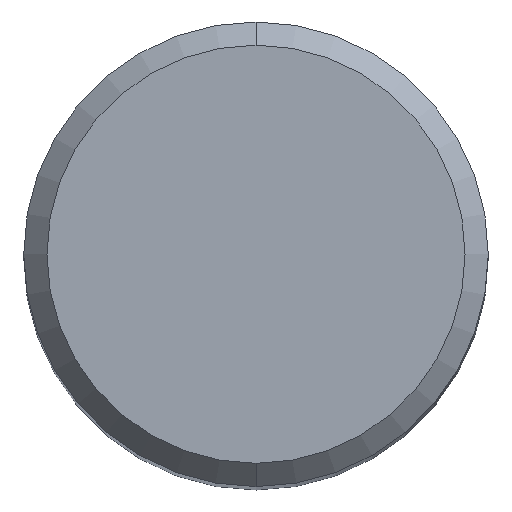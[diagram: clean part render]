
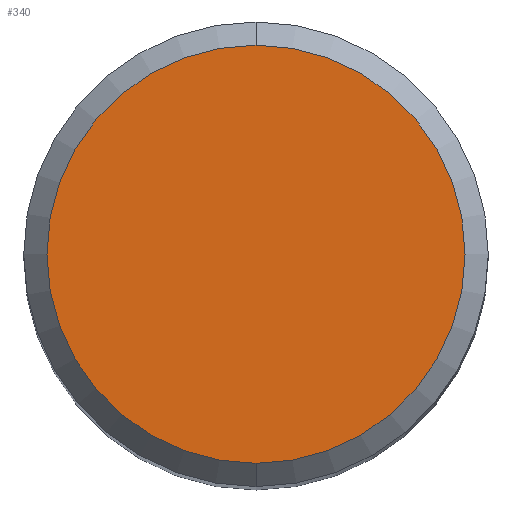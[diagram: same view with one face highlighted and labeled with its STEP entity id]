
A CAD part, top view. The second image highlights one B-rep face of the part: STEP entity #340.
In plain terms, the highlighted planar face has unit normal (0, 0, 1).
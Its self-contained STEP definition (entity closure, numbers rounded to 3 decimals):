
#334=EDGE_CURVE('',#424,#390,#651,.T.);
#340=ADVANCED_FACE('',(#657),#658,.T.);
#354=EDGE_CURVE('',#390,#424,#675,.T.);
#390=VERTEX_POINT('',#715);
#424=VERTEX_POINT('',#752);
#651=CIRCLE('',#1241,7.2);
#657=FACE_OUTER_BOUND('',#1249,.T.);
#658=PLANE('',#1250);
#675=CIRCLE('',#1270,7.2);
#715=CARTESIAN_POINT('',(0.,-7.2,0.0));
#752=CARTESIAN_POINT('',(0.0,7.2,0.0));
#1241=AXIS2_PLACEMENT_3D('',#1668,#1669,#1670);
#1249=EDGE_LOOP('',(#1673,#1674));
#1250=AXIS2_PLACEMENT_3D('',#1675,#1676,#1677);
#1270=AXIS2_PLACEMENT_3D('',#1712,#1713,#1714);
#1668=CARTESIAN_POINT('',(0.0,0.0,0.0));
#1669=DIRECTION('',(0.0,0.0,-1.0));
#1670=DIRECTION('',(0.0,1.0,0.0));
#1673=ORIENTED_EDGE('',*,*,#334,.F.);
#1674=ORIENTED_EDGE('',*,*,#354,.F.);
#1675=CARTESIAN_POINT('',(0.0,3.6,0.0));
#1676=DIRECTION('',(-0.0,0.0,1.0));
#1677=DIRECTION('',(0.0,-1.0,0.0));
#1712=CARTESIAN_POINT('',(0.0,0.0,0.0));
#1713=DIRECTION('',(0.0,0.0,-1.0));
#1714=DIRECTION('',(0.0,1.0,0.0));
